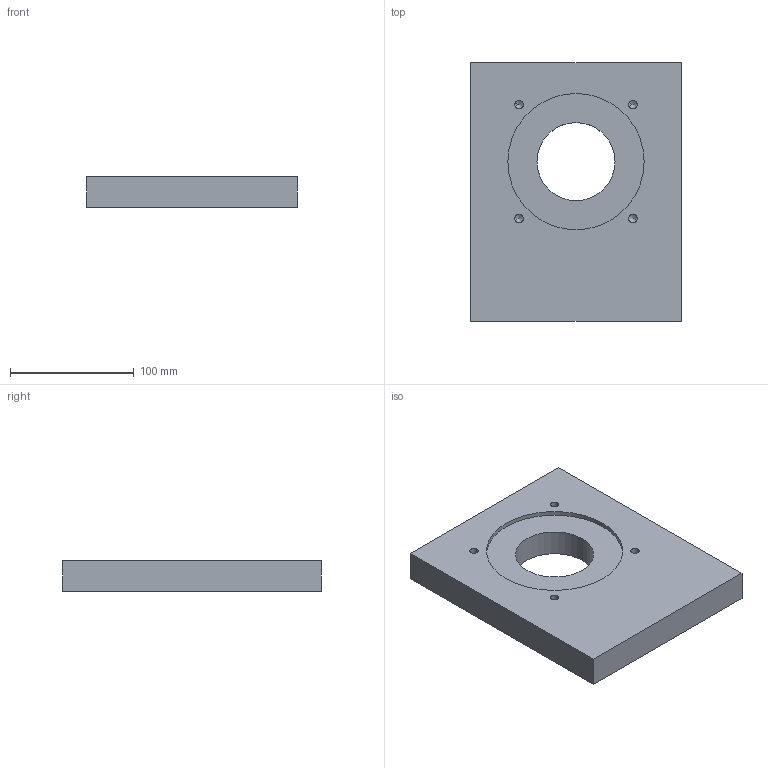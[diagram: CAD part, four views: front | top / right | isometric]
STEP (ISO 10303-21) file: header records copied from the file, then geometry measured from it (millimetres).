
FILE_DESCRIPTION (( 'STEP AP214' ), '1' );
FILE_NAME ('Support moteur bas.STEP', '2020-12-15T13:12:45', ( '' ), ( '' ), 'SwSTEP 2.0', 'SolidWorks 2014', '' );
FILE_SCHEMA (( 'AUTOMOTIVE_DESIGN' ));
Length unit declared in the file: millimetre
Products named in the file (1): Support moteur bas
Bounding box: 170 x 209 x 25 mm (x, y, z)
Volume: 783353.2 mm3; surface area: 92243.3 mm2
Topology: 1 solids, 1 shells, 43 faces, 104 edges, 56 vertices
Faces by surface type: cylinder 20, cone 16, plane 7
Entity records: 1176 total; most frequent: DIRECTION 216, CARTESIAN_POINT 188, ORIENTED_EDGE 176, EDGE_CURVE 88, AXIS2_PLACEMENT_3D 84, VERTEX_POINT 56, EDGE_LOOP 54, VECTOR 48
